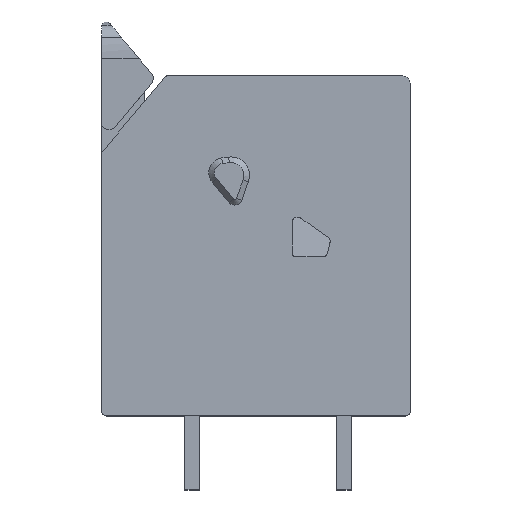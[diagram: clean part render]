
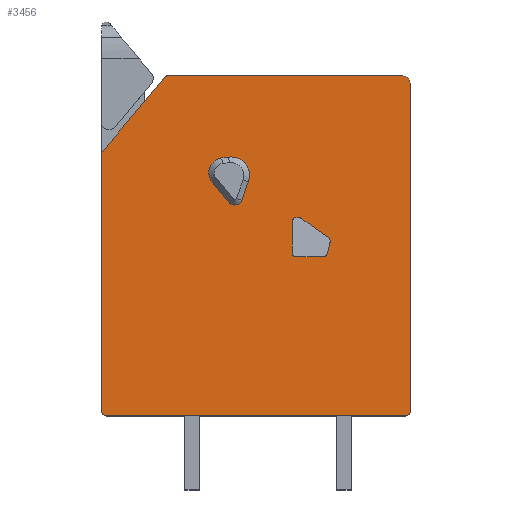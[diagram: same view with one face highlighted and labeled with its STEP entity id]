
A CAD part, top view. The second image highlights one B-rep face of the part: STEP entity #3456.
In plain terms, the highlighted planar face has unit normal (0, 0, 1).
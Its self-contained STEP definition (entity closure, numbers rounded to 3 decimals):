
#53=PLANE('',#3658);
#130=CIRCLE('',#3580,0.3);
#144=CIRCLE('',#3607,0.3);
#162=CIRCLE('',#3637,0.3);
#163=CIRCLE('',#3640,0.3);
#165=CIRCLE('',#3644,0.5);
#176=CIRCLE('',#3657,0.3);
#177=CIRCLE('',#3659,0.2);
#178=CIRCLE('',#3660,0.2);
#179=CIRCLE('',#3661,0.3);
#180=CIRCLE('',#3662,0.3);
#181=CIRCLE('',#3663,1.);
#182=CIRCLE('',#3664,0.4);
#183=CIRCLE('',#3665,0.8);
#428=ORIENTED_EDGE('',*,*,#1137,.F.);
#429=ORIENTED_EDGE('',*,*,#1138,.F.);
#430=ORIENTED_EDGE('',*,*,#1139,.F.);
#431=ORIENTED_EDGE('',*,*,#1140,.F.);
#432=ORIENTED_EDGE('',*,*,#976,.F.);
#433=ORIENTED_EDGE('',*,*,#1141,.T.);
#434=ORIENTED_EDGE('',*,*,#1142,.F.);
#435=ORIENTED_EDGE('',*,*,#1143,.F.);
#436=ORIENTED_EDGE('',*,*,#1144,.F.);
#437=ORIENTED_EDGE('',*,*,#1145,.F.);
#438=ORIENTED_EDGE('',*,*,#1146,.F.);
#439=ORIENTED_EDGE('',*,*,#1147,.F.);
#440=ORIENTED_EDGE('',*,*,#1148,.F.);
#441=ORIENTED_EDGE('',*,*,#1149,.F.);
#442=ORIENTED_EDGE('',*,*,#1150,.F.);
#443=ORIENTED_EDGE('',*,*,#1151,.F.);
#444=ORIENTED_EDGE('',*,*,#1023,.T.);
#445=ORIENTED_EDGE('',*,*,#1042,.T.);
#446=ORIENTED_EDGE('',*,*,#1095,.T.);
#447=ORIENTED_EDGE('',*,*,#1100,.T.);
#448=ORIENTED_EDGE('',*,*,#1102,.T.);
#449=ORIENTED_EDGE('',*,*,#1108,.T.);
#450=ORIENTED_EDGE('',*,*,#1112,.T.);
#451=ORIENTED_EDGE('',*,*,#1134,.T.);
#452=ORIENTED_EDGE('',*,*,#1136,.T.);
#453=ORIENTED_EDGE('',*,*,#1044,.T.);
#976=EDGE_CURVE('',#1344,#1342,#130,.T.);
#1023=EDGE_CURVE('',#1387,#1386,#144,.T.);
#1042=EDGE_CURVE('',#1386,#1403,#1615,.T.);
#1044=EDGE_CURVE('',#1405,#1387,#1617,.T.);
#1095=EDGE_CURVE('',#1403,#1449,#162,.T.);
#1100=EDGE_CURVE('',#1449,#1451,#1655,.T.);
#1102=EDGE_CURVE('',#1451,#1452,#163,.T.);
#1108=EDGE_CURVE('',#1452,#1456,#1662,.T.);
#1112=EDGE_CURVE('',#1456,#1458,#165,.T.);
#1134=EDGE_CURVE('',#1458,#1479,#1676,.T.);
#1136=EDGE_CURVE('',#1479,#1405,#176,.T.);
#1137=EDGE_CURVE('',#1480,#1481,#177,.T.);
#1138=EDGE_CURVE('',#1482,#1480,#1677,.T.);
#1139=EDGE_CURVE('',#1483,#1482,#178,.T.);
#1140=EDGE_CURVE('',#1342,#1483,#1678,.T.);
#1141=EDGE_CURVE('',#1344,#1484,#1679,.T.);
#1142=EDGE_CURVE('',#1485,#1484,#179,.T.);
#1143=EDGE_CURVE('',#1486,#1485,#1680,.T.);
#1144=EDGE_CURVE('',#1487,#1486,#180,.T.);
#1145=EDGE_CURVE('',#1481,#1487,#1681,.T.);
#1146=EDGE_CURVE('',#1488,#1489,#1682,.T.);
#1147=EDGE_CURVE('',#1490,#1488,#181,.T.);
#1148=EDGE_CURVE('',#1491,#1490,#1683,.T.);
#1149=EDGE_CURVE('',#1492,#1491,#182,.T.);
#1150=EDGE_CURVE('',#1493,#1492,#1684,.T.);
#1151=EDGE_CURVE('',#1489,#1493,#183,.T.);
#1342=VERTEX_POINT('',#4582);
#1344=VERTEX_POINT('',#4586);
#1386=VERTEX_POINT('',#4694);
#1387=VERTEX_POINT('',#4696);
#1403=VERTEX_POINT('',#4732);
#1405=VERTEX_POINT('',#4738);
#1449=VERTEX_POINT('',#4859);
#1451=VERTEX_POINT('',#4867);
#1452=VERTEX_POINT('',#4871);
#1456=VERTEX_POINT('',#4882);
#1458=VERTEX_POINT('',#4895);
#1479=VERTEX_POINT('',#4939);
#1480=VERTEX_POINT('',#4946);
#1481=VERTEX_POINT('',#4947);
#1482=VERTEX_POINT('',#4949);
#1483=VERTEX_POINT('',#4951);
#1484=VERTEX_POINT('',#4954);
#1485=VERTEX_POINT('',#4956);
#1486=VERTEX_POINT('',#4958);
#1487=VERTEX_POINT('',#4960);
#1488=VERTEX_POINT('',#4963);
#1489=VERTEX_POINT('',#4964);
#1490=VERTEX_POINT('',#4966);
#1491=VERTEX_POINT('',#4968);
#1492=VERTEX_POINT('',#4970);
#1493=VERTEX_POINT('',#4972);
#1615=LINE('',#4733,#1863);
#1617=LINE('',#4737,#1865);
#1655=LINE('',#4868,#1903);
#1662=LINE('',#4883,#1910);
#1676=LINE('',#4940,#1924);
#1677=LINE('',#4948,#1925);
#1678=LINE('',#4952,#1926);
#1679=LINE('',#4953,#1927);
#1680=LINE('',#4957,#1928);
#1681=LINE('',#4961,#1929);
#1682=LINE('',#4962,#1930);
#1683=LINE('',#4967,#1931);
#1684=LINE('',#4971,#1932);
#1863=VECTOR('',#3943,1000.);
#1865=VECTOR('',#3947,1000.);
#1903=VECTOR('',#4029,1000.);
#1910=VECTOR('',#4042,1000.);
#1924=VECTOR('',#4082,1000.);
#1925=VECTOR('',#4093,1000.);
#1926=VECTOR('',#4096,1000.);
#1927=VECTOR('',#4097,1000.);
#1928=VECTOR('',#4100,1000.);
#1929=VECTOR('',#4103,1000.);
#1930=VECTOR('',#4104,1000.);
#1931=VECTOR('',#4107,1000.);
#1932=VECTOR('',#4110,1000.);
#2105=EDGE_LOOP('',(#428,#429,#430,#431,#432,#433,#434,#435,#436,#437));
#2106=EDGE_LOOP('',(#438,#439,#440,#441,#442,#443));
#2107=EDGE_LOOP('',(#444,#445,#446,#447,#448,#449,#450,#451,#452,#453));
#2258=FACE_BOUND('',#2105,.T.);
#2259=FACE_BOUND('',#2106,.T.);
#2260=FACE_BOUND('',#2107,.T.);
#3456=ADVANCED_FACE('',(#2258,#2259,#2260),#53,.T.);
#3580=AXIS2_PLACEMENT_3D('',#4587,#3836,#3837);
#3607=AXIS2_PLACEMENT_3D('',#4695,#3913,#3914);
#3637=AXIS2_PLACEMENT_3D('',#4860,#4021,#4022);
#3640=AXIS2_PLACEMENT_3D('',#4872,#4033,#4034);
#3644=AXIS2_PLACEMENT_3D('',#4896,#4048,#4049);
#3657=AXIS2_PLACEMENT_3D('',#4943,#4087,#4088);
#3658=AXIS2_PLACEMENT_3D('',#4944,#4089,#4090);
#3659=AXIS2_PLACEMENT_3D('',#4945,#4091,#4092);
#3660=AXIS2_PLACEMENT_3D('',#4950,#4094,#4095);
#3661=AXIS2_PLACEMENT_3D('',#4955,#4098,#4099);
#3662=AXIS2_PLACEMENT_3D('',#4959,#4101,#4102);
#3663=AXIS2_PLACEMENT_3D('',#4965,#4105,#4106);
#3664=AXIS2_PLACEMENT_3D('',#4969,#4108,#4109);
#3665=AXIS2_PLACEMENT_3D('',#4973,#4111,#4112);
#3836=DIRECTION('',(0.,0.,1.));
#3837=DIRECTION('',(1.,0.,0.));
#3913=DIRECTION('',(0.,0.,1.));
#3914=DIRECTION('',(1.,0.,0.));
#3943=DIRECTION('',(0.,-1.,0.));
#3947=DIRECTION('',(-0.643,-0.766,0.));
#4021=DIRECTION('',(0.,0.,1.));
#4022=DIRECTION('',(1.,0.,0.));
#4029=DIRECTION('',(1.,0.,0.));
#4033=DIRECTION('',(0.,0.,1.));
#4034=DIRECTION('',(1.,0.,0.));
#4042=DIRECTION('',(0.,1.,0.));
#4048=DIRECTION('',(0.,0.,1.));
#4049=DIRECTION('',(1.,0.,0.));
#4082=DIRECTION('',(-1.,0.,0.));
#4087=DIRECTION('',(0.,0.,1.));
#4088=DIRECTION('',(1.,0.,0.));
#4089=DIRECTION('',(0.,0.,1.));
#4090=DIRECTION('',(1.,0.,0.));
#4091=DIRECTION('',(0.,0.,1.));
#4092=DIRECTION('',(1.,0.,0.));
#4093=DIRECTION('',(1.,0.,0.));
#4094=DIRECTION('',(0.,0.,1.));
#4095=DIRECTION('',(1.,0.,0.));
#4096=DIRECTION('',(0.,-1.,0.));
#4097=DIRECTION('',(1.,0.,0.));
#4098=DIRECTION('',(0.,0.,1.));
#4099=DIRECTION('',(1.,0.,0.));
#4100=DIRECTION('',(-0.819,0.574,0.));
#4101=DIRECTION('',(0.,0.,1.));
#4102=DIRECTION('',(1.,0.,0.));
#4103=DIRECTION('',(0.259,0.966,0.));
#4104=DIRECTION('',(-0.992,-0.128,0.));
#4105=DIRECTION('',(0.,0.,1.));
#4106=DIRECTION('',(1.,0.,0.));
#4107=DIRECTION('',(0.343,0.939,0.));
#4108=DIRECTION('',(0.,0.,1.));
#4109=DIRECTION('',(1.,0.,0.));
#4110=DIRECTION('',(0.638,-0.77,0.));
#4111=DIRECTION('',(0.,0.,1.));
#4112=DIRECTION('',(1.,0.,0.));
#4582=CARTESIAN_POINT('',(-2.8,10.444,5.));
#4586=CARTESIAN_POINT('',(-2.657,10.7,5.));
#4587=CARTESIAN_POINT('',(-2.5,10.444,5.));
#4694=CARTESIAN_POINT('',(-13.1,14.12,5.));
#4695=CARTESIAN_POINT('',(-12.8,14.12,5.));
#4696=CARTESIAN_POINT('',(-13.03,14.313,5.));
#4732=CARTESIAN_POINT('',(-13.1,0.3,5.));
#4733=CARTESIAN_POINT('',(-13.1,14.12,5.));
#4737=CARTESIAN_POINT('',(-9.69,18.293,5.));
#4738=CARTESIAN_POINT('',(-9.69,18.293,5.));
#4859=CARTESIAN_POINT('',(-12.8,0.,5.));
#4860=CARTESIAN_POINT('',(-12.8,0.3,5.));
#4867=CARTESIAN_POINT('',(3.3,0.,5.));
#4868=CARTESIAN_POINT('',(-12.8,0.,5.));
#4871=CARTESIAN_POINT('',(3.6,0.3,5.));
#4872=CARTESIAN_POINT('',(3.3,0.3,5.));
#4882=CARTESIAN_POINT('',(3.6,17.9,5.));
#4883=CARTESIAN_POINT('',(3.6,0.3,5.));
#4895=CARTESIAN_POINT('',(3.1,18.4,5.));
#4896=CARTESIAN_POINT('',(3.1,17.9,5.));
#4939=CARTESIAN_POINT('',(-9.46,18.4,5.));
#4940=CARTESIAN_POINT('',(3.1,18.4,5.));
#4943=CARTESIAN_POINT('',(-9.46,18.1,5.));
#4944=CARTESIAN_POINT('',(-12.8,14.12,5.));
#4945=CARTESIAN_POINT('',(-1.108,8.8,5.));
#4946=CARTESIAN_POINT('',(-1.108,8.6,5.));
#4947=CARTESIAN_POINT('',(-0.915,8.748,5.));
#4948=CARTESIAN_POINT('',(-2.6,8.6,5.));
#4949=CARTESIAN_POINT('',(-2.6,8.6,5.));
#4950=CARTESIAN_POINT('',(-2.6,8.8,5.));
#4951=CARTESIAN_POINT('',(-2.8,8.8,5.));
#4952=CARTESIAN_POINT('',(-2.8,10.444,5.));
#4953=CARTESIAN_POINT('',(-3.,10.7,5.));
#4954=CARTESIAN_POINT('',(-2.343,10.7,5.));
#4955=CARTESIAN_POINT('',(-2.5,10.444,5.));
#4956=CARTESIAN_POINT('',(-2.328,10.69,5.));
#4957=CARTESIAN_POINT('',(-0.872,9.67,5.));
#4958=CARTESIAN_POINT('',(-0.872,9.67,5.));
#4959=CARTESIAN_POINT('',(-1.044,9.425,5.));
#4960=CARTESIAN_POINT('',(-0.754,9.347,5.));
#4961=CARTESIAN_POINT('',(-0.915,8.748,5.));
#4962=CARTESIAN_POINT('',(-6.228,13.992,5.));
#4963=CARTESIAN_POINT('',(-6.228,13.992,5.));
#4964=CARTESIAN_POINT('',(-6.602,13.943,5.));
#4965=CARTESIAN_POINT('',(-6.1,13.,5.));
#4966=CARTESIAN_POINT('',(-5.161,12.657,5.));
#4967=CARTESIAN_POINT('',(-5.524,11.663,5.));
#4968=CARTESIAN_POINT('',(-5.524,11.663,5.));
#4969=CARTESIAN_POINT('',(-5.9,11.8,5.));
#4970=CARTESIAN_POINT('',(-6.208,11.545,5.));
#4971=CARTESIAN_POINT('',(-7.116,12.639,5.));
#4972=CARTESIAN_POINT('',(-7.116,12.639,5.));
#4973=CARTESIAN_POINT('',(-6.5,13.15,5.));
